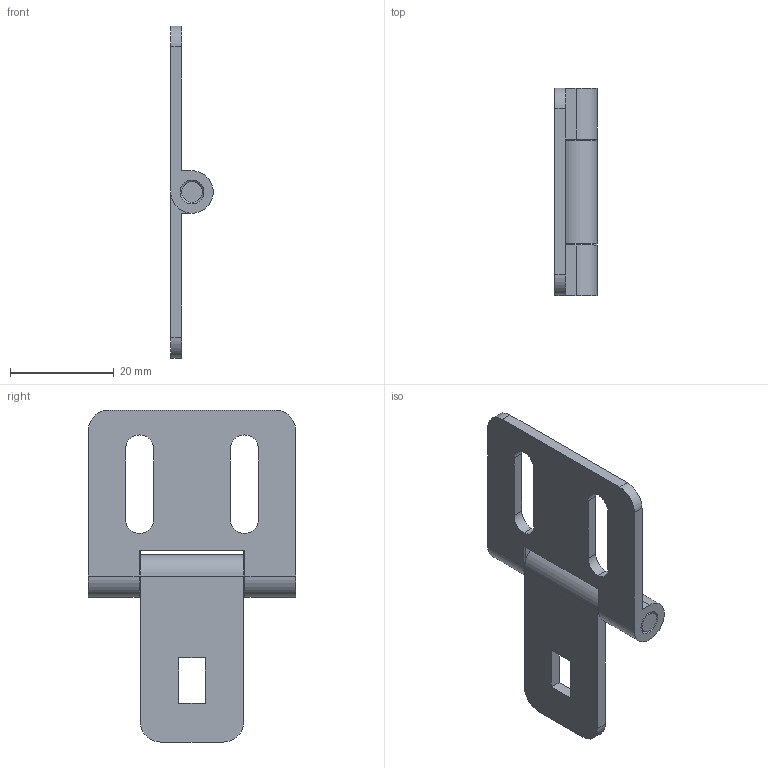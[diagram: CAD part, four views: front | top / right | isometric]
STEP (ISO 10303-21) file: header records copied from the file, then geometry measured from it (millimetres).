
FILE_DESCRIPTION (( 'STEP AP214' ), '1' );
FILE_NAME ('7228730', '2019-02-04T10:04:56', ( '' ), ('JUGARD+KÜNSTNER GmbH'), 'SwSTEP 2.0', 'SolidWorks 2017', '' );
FILE_SCHEMA (( 'AUTOMOTIVE_DESIGN' ));
Length unit declared in the file: millimetre
Products named in the file (3): 7228730_CNAJF00; Kopie von S-St 40_64-8_2^7228730; Kopie von S-St 40_64-8^7228730
Assembly tree (2 placements, depth 2):
  7228730_CNAJF00
    Kopie von S-St 40_64-8^7228730
    Kopie von S-St 40_64-8_2^7228730
Bounding box: 8.2 x 40 x 64 mm (x, y, z)
Volume: 5203.6 mm3; surface area: 4804.3 mm2
Topology: 2 solids, 2 shells, 54 faces, 136 edges, 88 vertices
Faces by surface type: plane 30, cylinder 17, cone 7
Entity records: 1806 total; most frequent: DIRECTION 296, CARTESIAN_POINT 283, ORIENTED_EDGE 272, EDGE_CURVE 136, AXIS2_PLACEMENT_3D 101, LINE 94, VECTOR 94, VERTEX_POINT 88
